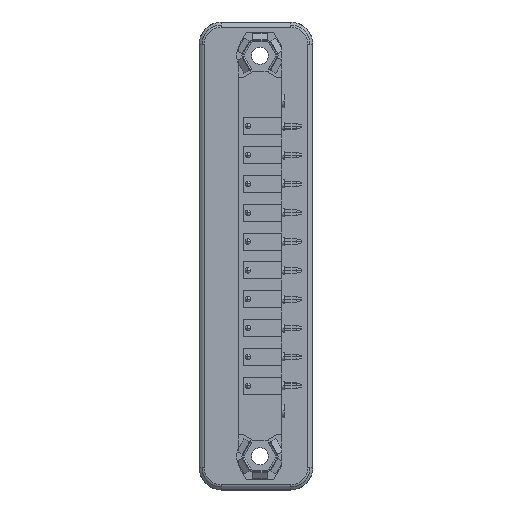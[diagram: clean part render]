
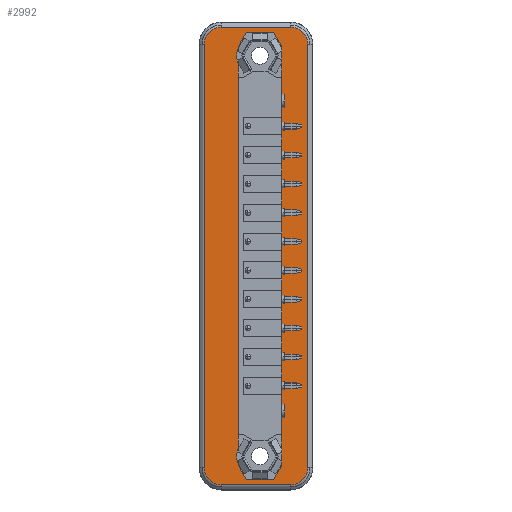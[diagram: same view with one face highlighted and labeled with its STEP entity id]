
A CAD part, left-side view. The second image highlights one B-rep face of the part: STEP entity #2992.
In plain terms, the highlighted planar face has unit normal (-1, 0, 0).
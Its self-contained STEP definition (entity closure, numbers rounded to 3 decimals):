
#2992=ADVANCED_FACE('',(#6146,#6147),#6148,.T.);
#6146=FACE_OUTER_BOUND('',#9372,.T.);
#6147=FACE_BOUND('',#9373,.T.);
#6148=PLANE('',#9374);
#9372=EDGE_LOOP('',(#17850,#17851,#17852,#17853,#17854,#17855,#17856,#17857));
#9373=EDGE_LOOP('',(#17858,#17859,#17860,#17861,#17862,#17863,#17864,#17865,#17866,#17867,#17868,#17869));
#9374=AXIS2_PLACEMENT_3D('',#17870,#17871,#17872);
#17850=ORIENTED_EDGE('',*,*,#19368,.T.);
#17851=ORIENTED_EDGE('',*,*,#20110,.T.);
#17852=ORIENTED_EDGE('',*,*,#21704,.T.);
#17853=ORIENTED_EDGE('',*,*,#21438,.T.);
#17854=ORIENTED_EDGE('',*,*,#19379,.F.);
#17855=ORIENTED_EDGE('',*,*,#19171,.F.);
#17856=ORIENTED_EDGE('',*,*,#21770,.F.);
#17857=ORIENTED_EDGE('',*,*,#21628,.F.);
#17858=ORIENTED_EDGE('',*,*,#21310,.T.);
#17859=ORIENTED_EDGE('',*,*,#20944,.F.);
#17860=ORIENTED_EDGE('',*,*,#21283,.F.);
#17861=ORIENTED_EDGE('',*,*,#21090,.F.);
#17862=ORIENTED_EDGE('',*,*,#21235,.F.);
#17863=ORIENTED_EDGE('',*,*,#20468,.F.);
#17864=ORIENTED_EDGE('',*,*,#21194,.T.);
#17865=ORIENTED_EDGE('',*,*,#19612,.F.);
#17866=ORIENTED_EDGE('',*,*,#21285,.F.);
#17867=ORIENTED_EDGE('',*,*,#18743,.F.);
#17868=ORIENTED_EDGE('',*,*,#18658,.F.);
#17869=ORIENTED_EDGE('',*,*,#21750,.T.);
#17870=CARTESIAN_POINT('',(-1.158,13.348,-60.63));
#17871=DIRECTION('',(-1.0,0.0,0.0));
#17872=DIRECTION('',(0.0,0.0,1.0));
#18658=EDGE_CURVE('',#22187,#22182,#22189,.T.);
#18743=EDGE_CURVE('',#22182,#22337,#22341,.T.);
#19171=EDGE_CURVE('',#23073,#23068,#23075,.T.);
#19368=EDGE_CURVE('',#23396,#23394,#23397,.T.);
#19379=EDGE_CURVE('',#23068,#23412,#23413,.T.);
#19612=EDGE_CURVE('',#23784,#23782,#23786,.T.);
#20110=EDGE_CURVE('',#23394,#24520,#24523,.T.);
#20468=EDGE_CURVE('',#25007,#25008,#25009,.T.);
#20944=EDGE_CURVE('',#25626,#25627,#25628,.T.);
#21090=EDGE_CURVE('',#25815,#25816,#25817,.T.);
#21194=EDGE_CURVE('',#25007,#23782,#25936,.T.);
#21235=EDGE_CURVE('',#25008,#25815,#25983,.T.);
#21283=EDGE_CURVE('',#25816,#25626,#26040,.T.);
#21285=EDGE_CURVE('',#22337,#23784,#26042,.T.);
#21310=EDGE_CURVE('',#26072,#25627,#26073,.T.);
#21438=EDGE_CURVE('',#26220,#23412,#26221,.T.);
#21628=EDGE_CURVE('',#23396,#26420,#26421,.T.);
#21704=EDGE_CURVE('',#24520,#26220,#26500,.T.);
#21750=EDGE_CURVE('',#22187,#26072,#26546,.T.);
#21770=EDGE_CURVE('',#26420,#23073,#26566,.T.);
#22182=VERTEX_POINT('',#27065);
#22187=VERTEX_POINT('',#27072);
#22189=LINE('',#27075,#27076);
#22337=VERTEX_POINT('',#27273);
#22341=LINE('',#27279,#27280);
#23068=VERTEX_POINT('',#28361);
#23073=VERTEX_POINT('',#28367);
#23075=CIRCLE('',#28370,3.0);
#23394=VERTEX_POINT('',#28823);
#23396=VERTEX_POINT('',#28826);
#23397=LINE('',#28827,#28828);
#23412=VERTEX_POINT('',#28848);
#23413=LINE('',#28849,#28850);
#23782=VERTEX_POINT('',#29353);
#23784=VERTEX_POINT('',#29356);
#23786=LINE('',#29359,#29360);
#24520=VERTEX_POINT('',#30401);
#24523=CIRCLE('',#30405,3.0);
#25007=VERTEX_POINT('',#31139);
#25008=VERTEX_POINT('',#31140);
#25009=LINE('',#31141,#31142);
#25626=VERTEX_POINT('',#32018);
#25627=VERTEX_POINT('',#32019);
#25628=CIRCLE('',#32020,4.1);
#25815=VERTEX_POINT('',#32281);
#25816=VERTEX_POINT('',#32282);
#25817=LINE('',#32283,#32284);
#25936=LINE('',#32454,#32455);
#25983=LINE('',#32524,#32525);
#26040=LINE('',#32604,#32605);
#26042=LINE('',#32607,#32608);
#26072=VERTEX_POINT('',#32647);
#26073=LINE('',#32648,#32649);
#26220=VERTEX_POINT('',#32852);
#26221=CIRCLE('',#32853,3.0);
#26420=VERTEX_POINT('',#33144);
#26421=CIRCLE('',#33145,3.0);
#26500=LINE('',#33243,#33244);
#26546=CIRCLE('',#33311,4.1);
#26566=LINE('',#33346,#33347);
#27065=CARTESIAN_POINT('',(-1.158,13.048,-73.213));
#27072=CARTESIAN_POINT('',(-1.158,13.048,-73.074));
#27075=CARTESIAN_POINT('',(-1.158,13.048,-54.035));
#27076=VECTOR('',#33714,1.0);
#27273=CARTESIAN_POINT('',(-1.158,11.632,-75.665));
#27279=CARTESIAN_POINT('',(-1.158,24.12,-54.035));
#27280=VECTOR('',#33817,1.0);
#28361=CARTESIAN_POINT('',(-1.158,0.848,1.025));
#28367=CARTESIAN_POINT('',(-1.158,3.848,4.025));
#28370=AXIS2_PLACEMENT_3D('',#34273,#34274,#34275);
#28823=CARTESIAN_POINT('',(-1.158,19.048,-73.535));
#28826=CARTESIAN_POINT('',(-1.158,19.048,1.025));
#28827=CARTESIAN_POINT('',(-1.158,19.048,-52.52));
#28828=VECTOR('',#34501,1.0);
#28848=CARTESIAN_POINT('',(-1.158,0.848,-73.535));
#28849=CARTESIAN_POINT('',(-1.158,0.848,-60.63));
#28850=VECTOR('',#34513,1.0);
#29353=CARTESIAN_POINT('',(-1.158,5.378,-73.092));
#29356=CARTESIAN_POINT('',(-1.158,6.863,-75.665));
#29359=CARTESIAN_POINT('',(-1.158,-5.625,-54.035));
#29360=VECTOR('',#34794,1.0);
#30401=CARTESIAN_POINT('',(-1.158,16.048,-76.535));
#30405=AXIS2_PLACEMENT_3D('',#35355,#35356,#35357);
#31139=CARTESIAN_POINT('',(-1.158,5.378,0.582));
#31140=CARTESIAN_POINT('',(-1.158,6.863,3.155));
#31141=CARTESIAN_POINT('',(-1.158,-2.692,-13.395));
#31142=VECTOR('',#35755,1.0);
#32018=CARTESIAN_POINT('',(-1.158,13.048,0.564));
#32019=CARTESIAN_POINT('',(-1.158,13.048,-2.514));
#32020=AXIS2_PLACEMENT_3D('',#36252,#36253,#36254);
#32281=CARTESIAN_POINT('',(-1.158,11.632,3.155));
#32282=CARTESIAN_POINT('',(-1.158,13.048,0.703));
#32283=CARTESIAN_POINT('',(-1.158,21.187,-13.395));
#32284=VECTOR('',#36389,1.0);
#32454=CARTESIAN_POINT('',(-1.158,5.378,-54.035));
#32455=VECTOR('',#36492,1.0);
#32524=CARTESIAN_POINT('',(-1.158,-32.395,3.155));
#32525=VECTOR('',#36539,1.0);
#32604=CARTESIAN_POINT('',(-1.158,13.048,-13.395));
#32605=VECTOR('',#36580,1.0);
#32607=CARTESIAN_POINT('',(-1.158,-32.395,-75.665));
#32608=VECTOR('',#36581,1.0);
#32647=CARTESIAN_POINT('',(-1.158,13.048,-69.996));
#32648=CARTESIAN_POINT('',(-1.158,13.048,-54.035));
#32649=VECTOR('',#36606,1.0);
#32852=CARTESIAN_POINT('',(-1.158,3.848,-76.535));
#32853=AXIS2_PLACEMENT_3D('',#36753,#36754,#36755);
#33144=CARTESIAN_POINT('',(-1.158,16.048,4.025));
#33145=AXIS2_PLACEMENT_3D('',#36890,#36891,#36892);
#33243=CARTESIAN_POINT('',(-1.158,-32.395,-76.535));
#33244=VECTOR('',#36936,1.0);
#33311=AXIS2_PLACEMENT_3D('',#36952,#36953,#36954);
#33346=CARTESIAN_POINT('',(-1.158,-32.395,4.025));
#33347=VECTOR('',#36958,1.0);
#33714=DIRECTION('',(0.0,0.,-1.0));
#33817=DIRECTION('',(0.0,-0.5,-0.866));
#34273=CARTESIAN_POINT('',(-1.158,3.848,1.025));
#34274=DIRECTION('',(1.0,0.0,0.0));
#34275=DIRECTION('',(0.0,-1.0,0.0));
#34501=DIRECTION('',(0.0,0.0,-1.0));
#34513=DIRECTION('',(0.0,0.0,-1.0));
#34794=DIRECTION('',(0.0,-0.5,0.866));
#35355=CARTESIAN_POINT('',(-1.158,16.048,-73.535));
#35356=DIRECTION('',(-1.0,0.0,0.0));
#35357=DIRECTION('',(0.0,-1.0,0.0));
#35755=DIRECTION('',(0.0,0.5,0.866));
#36252=CARTESIAN_POINT('',(-1.158,9.248,-0.975));
#36253=DIRECTION('',(-1.0,0.0,0.0));
#36254=DIRECTION('',(0.0,0.,1.0));
#36389=DIRECTION('',(0.0,0.5,-0.866));
#36492=DIRECTION('',(0.0,0.0,-1.0));
#36539=DIRECTION('',(0.0,1.0,0.));
#36580=DIRECTION('',(0.0,0.,-1.0));
#36581=DIRECTION('',(0.0,-1.0,0.));
#36606=DIRECTION('',(0.0,0.0,1.0));
#36753=CARTESIAN_POINT('',(-1.158,3.848,-73.535));
#36754=DIRECTION('',(-1.0,0.0,0.0));
#36755=DIRECTION('',(0.0,-1.0,0.0));
#36890=CARTESIAN_POINT('',(-1.158,16.048,1.025));
#36891=DIRECTION('',(1.0,0.0,0.0));
#36892=DIRECTION('',(0.0,-1.0,0.0));
#36936=DIRECTION('',(0.0,-1.0,0.0));
#36952=CARTESIAN_POINT('',(-1.158,9.248,-71.535));
#36953=DIRECTION('',(1.0,0.0,0.0));
#36954=DIRECTION('',(0.0,0.,-1.0));
#36958=DIRECTION('',(0.0,-1.0,0.0));
